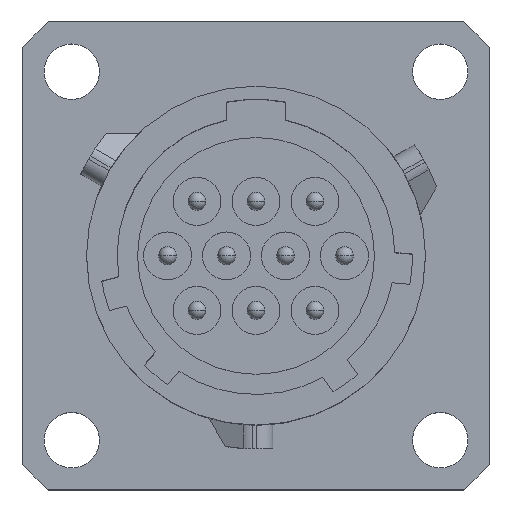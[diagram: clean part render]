
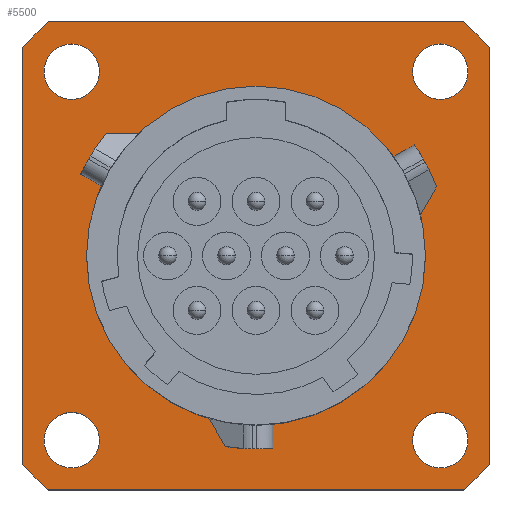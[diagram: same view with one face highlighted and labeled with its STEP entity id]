
A CAD part, top view. The second image highlights one B-rep face of the part: STEP entity #5500.
In plain terms, the highlighted planar face has unit normal (0, 0, 1).
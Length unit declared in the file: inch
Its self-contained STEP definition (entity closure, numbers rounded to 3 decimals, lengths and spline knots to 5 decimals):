
#89=CARTESIAN_POINT('',(0.,0.,0.));
#90=DIRECTION('',(0.,0.,-1.));
#91=DIRECTION('',(1.,0.,0.));
#92=AXIS2_PLACEMENT_3D('',#89,#90,#91);
#139=CARTESIAN_POINT('',(0.,0.,0.));
#140=DIRECTION('',(0.,0.,1.));
#141=DIRECTION('',(1.,0.,0.));
#142=AXIS2_PLACEMENT_3D('',#139,#140,#141);
#218=DIRECTION('',(1.,0.,0.));
#219=VECTOR('',#218,0.91455);
#220=CARTESIAN_POINT('',(-0.45727,0.51535,0.));
#221=LINE('',#220,#219);
#222=CARTESIAN_POINT('',(0.,0.,0.));
#223=DIRECTION('',(0.,0.,-1.));
#224=DIRECTION('',(0.664,0.748,0.));
#225=AXIS2_PLACEMENT_3D('',#222,#223,#224);
#227=DIRECTION('',(0.,-1.,0.));
#228=VECTOR('',#227,0.91455);
#229=CARTESIAN_POINT('',(0.51535,0.45727,0.));
#230=LINE('',#229,#228);
#231=CARTESIAN_POINT('',(0.,0.,0.));
#232=DIRECTION('',(0.,0.,-1.));
#233=DIRECTION('',(0.748,-0.664,0.));
#234=AXIS2_PLACEMENT_3D('',#231,#232,#233);
#236=DIRECTION('',(-1.,0.,0.));
#237=VECTOR('',#236,0.91455);
#238=CARTESIAN_POINT('',(0.45727,-0.51535,0.));
#239=LINE('',#238,#237);
#240=CARTESIAN_POINT('',(0.,0.,0.));
#241=DIRECTION('',(0.,0.,-1.));
#242=DIRECTION('',(-0.664,-0.748,0.));
#243=AXIS2_PLACEMENT_3D('',#240,#241,#242);
#245=DIRECTION('',(0.,1.,0.));
#246=VECTOR('',#245,0.91455);
#247=CARTESIAN_POINT('',(-0.51535,-0.45727,0.));
#248=LINE('',#247,#246);
#249=CARTESIAN_POINT('',(0.,0.,0.));
#250=DIRECTION('',(0.,0.,-1.));
#251=DIRECTION('',(-0.748,0.664,0.));
#252=AXIS2_PLACEMENT_3D('',#249,#250,#251);
#254=CARTESIAN_POINT('',(0.40591,0.40591,0.));
#255=DIRECTION('',(0.,0.,1.));
#256=DIRECTION('',(1.,0.,0.));
#257=AXIS2_PLACEMENT_3D('',#254,#255,#256);
#259=CARTESIAN_POINT('',(0.40591,0.40591,0.));
#260=DIRECTION('',(0.,0.,1.));
#261=DIRECTION('',(-1.,0.,0.));
#262=AXIS2_PLACEMENT_3D('',#259,#260,#261);
#264=CARTESIAN_POINT('',(0.40591,-0.40591,0.));
#265=DIRECTION('',(0.,0.,1.));
#266=DIRECTION('',(1.,0.,0.));
#267=AXIS2_PLACEMENT_3D('',#264,#265,#266);
#269=CARTESIAN_POINT('',(0.40591,-0.40591,0.));
#270=DIRECTION('',(0.,0.,1.));
#271=DIRECTION('',(-1.,0.,0.));
#272=AXIS2_PLACEMENT_3D('',#269,#270,#271);
#274=CARTESIAN_POINT('',(-0.40591,-0.40591,0.));
#275=DIRECTION('',(0.,0.,1.));
#276=DIRECTION('',(1.,0.,0.));
#277=AXIS2_PLACEMENT_3D('',#274,#275,#276);
#279=CARTESIAN_POINT('',(-0.40591,-0.40591,0.));
#280=DIRECTION('',(0.,0.,1.));
#281=DIRECTION('',(-1.,0.,0.));
#282=AXIS2_PLACEMENT_3D('',#279,#280,#281);
#284=CARTESIAN_POINT('',(-0.40591,0.40591,0.));
#285=DIRECTION('',(0.,0.,1.));
#286=DIRECTION('',(1.,0.,0.));
#287=AXIS2_PLACEMENT_3D('',#284,#285,#286);
#289=CARTESIAN_POINT('',(-0.40591,0.40591,0.));
#290=DIRECTION('',(0.,0.,1.));
#291=DIRECTION('',(-1.,0.,0.));
#292=AXIS2_PLACEMENT_3D('',#289,#290,#291);
#4571=CARTESIAN_POINT('',(0.37323,0.,0.));
#4573=VERTEX_POINT('',#4571);
#4583=CARTESIAN_POINT('',(-0.37323,0.,0.));
#4585=VERTEX_POINT('',#4583);
#4872=CARTESIAN_POINT('',(-0.45727,0.51535,0.));
#4873=CARTESIAN_POINT('',(0.45727,0.51535,0.));
#4874=VERTEX_POINT('',#4872);
#4875=VERTEX_POINT('',#4873);
#4876=CARTESIAN_POINT('',(0.51535,0.45727,0.));
#4877=CARTESIAN_POINT('',(0.51535,-0.45727,0.));
#4878=VERTEX_POINT('',#4876);
#4879=VERTEX_POINT('',#4877);
#4880=CARTESIAN_POINT('',(0.45727,-0.51535,0.));
#4881=CARTESIAN_POINT('',(-0.45727,-0.51535,0.));
#4882=VERTEX_POINT('',#4880);
#4883=VERTEX_POINT('',#4881);
#4884=CARTESIAN_POINT('',(-0.51535,-0.45727,0.));
#4885=CARTESIAN_POINT('',(-0.51535,0.45727,0.));
#4886=VERTEX_POINT('',#4884);
#4887=VERTEX_POINT('',#4885);
#4904=CARTESIAN_POINT('',(0.46693,0.40591,0.));
#4905=CARTESIAN_POINT('',(0.34488,0.40591,0.));
#4906=VERTEX_POINT('',#4904);
#4907=VERTEX_POINT('',#4905);
#4908=CARTESIAN_POINT('',(0.46693,-0.40591,0.));
#4909=CARTESIAN_POINT('',(0.34488,-0.40591,0.));
#4910=VERTEX_POINT('',#4908);
#4911=VERTEX_POINT('',#4909);
#4912=CARTESIAN_POINT('',(-0.34488,-0.40591,0.));
#4913=CARTESIAN_POINT('',(-0.46693,-0.40591,0.));
#4914=VERTEX_POINT('',#4912);
#4915=VERTEX_POINT('',#4913);
#4916=CARTESIAN_POINT('',(-0.34488,0.40591,0.));
#4917=CARTESIAN_POINT('',(-0.46693,0.40591,0.));
#4918=VERTEX_POINT('',#4916);
#4919=VERTEX_POINT('',#4917);
#5449=CARTESIAN_POINT('',(0.,0.,0.));
#5450=DIRECTION('',(0.,0.,-1.));
#5451=DIRECTION('',(-1.,0.,0.));
#5452=AXIS2_PLACEMENT_3D('',#5449,#5450,#5451);
#5453=PLANE('',#5452);
#5455=ORIENTED_EDGE('',*,*,#5454,.T.);
#5457=ORIENTED_EDGE('',*,*,#5456,.T.);
#5459=ORIENTED_EDGE('',*,*,#5458,.T.);
#5461=ORIENTED_EDGE('',*,*,#5460,.T.);
#5463=ORIENTED_EDGE('',*,*,#5462,.T.);
#5465=ORIENTED_EDGE('',*,*,#5464,.T.);
#5467=ORIENTED_EDGE('',*,*,#5466,.T.);
#5469=ORIENTED_EDGE('',*,*,#5468,.T.);
#5470=EDGE_LOOP('',(#5455,#5457,#5459,#5461,#5463,#5465,#5467,#5469));
#5471=FACE_OUTER_BOUND('',#5470,.F.);
#5472=ORIENTED_EDGE('',*,*,#5400,.T.);
#5473=ORIENTED_EDGE('',*,*,#5362,.F.);
#5474=EDGE_LOOP('',(#5472,#5473));
#5475=FACE_BOUND('',#5474,.F.);
#5477=ORIENTED_EDGE('',*,*,#5476,.T.);
#5479=ORIENTED_EDGE('',*,*,#5478,.T.);
#5480=EDGE_LOOP('',(#5477,#5479));
#5481=FACE_BOUND('',#5480,.F.);
#5483=ORIENTED_EDGE('',*,*,#5482,.T.);
#5485=ORIENTED_EDGE('',*,*,#5484,.T.);
#5486=EDGE_LOOP('',(#5483,#5485));
#5487=FACE_BOUND('',#5486,.F.);
#5489=ORIENTED_EDGE('',*,*,#5488,.T.);
#5491=ORIENTED_EDGE('',*,*,#5490,.T.);
#5492=EDGE_LOOP('',(#5489,#5491));
#5493=FACE_BOUND('',#5492,.F.);
#5495=ORIENTED_EDGE('',*,*,#5494,.T.);
#5497=ORIENTED_EDGE('',*,*,#5496,.T.);
#5498=EDGE_LOOP('',(#5495,#5497));
#5499=FACE_BOUND('',#5498,.F.);
#5500=ADVANCED_FACE('',(#5471,#5475,#5481,#5487,#5493,#5499),#5453,.F.);
#93=CIRCLE('',#92,0.37323);
#143=CIRCLE('',#142,0.37323);
#226=CIRCLE('',#225,0.68898);
#235=CIRCLE('',#234,0.68898);
#244=CIRCLE('',#243,0.68898);
#253=CIRCLE('',#252,0.68898);
#258=CIRCLE('',#257,0.06102);
#263=CIRCLE('',#262,0.06102);
#268=CIRCLE('',#267,0.06102);
#273=CIRCLE('',#272,0.06102);
#278=CIRCLE('',#277,0.06102);
#283=CIRCLE('',#282,0.06102);
#288=CIRCLE('',#287,0.06102);
#293=CIRCLE('',#292,0.06102);
#5362=EDGE_CURVE('',#4573,#4585,#93,.T.);
#5400=EDGE_CURVE('',#4573,#4585,#143,.T.);
#5454=EDGE_CURVE('',#4874,#4875,#221,.T.);
#5456=EDGE_CURVE('',#4875,#4878,#226,.T.);
#5458=EDGE_CURVE('',#4878,#4879,#230,.T.);
#5460=EDGE_CURVE('',#4879,#4882,#235,.T.);
#5462=EDGE_CURVE('',#4882,#4883,#239,.T.);
#5464=EDGE_CURVE('',#4883,#4886,#244,.T.);
#5466=EDGE_CURVE('',#4886,#4887,#248,.T.);
#5468=EDGE_CURVE('',#4887,#4874,#253,.T.);
#5476=EDGE_CURVE('',#4906,#4907,#258,.T.);
#5478=EDGE_CURVE('',#4907,#4906,#263,.T.);
#5482=EDGE_CURVE('',#4910,#4911,#268,.T.);
#5484=EDGE_CURVE('',#4911,#4910,#273,.T.);
#5488=EDGE_CURVE('',#4914,#4915,#278,.T.);
#5490=EDGE_CURVE('',#4915,#4914,#283,.T.);
#5494=EDGE_CURVE('',#4918,#4919,#288,.T.);
#5496=EDGE_CURVE('',#4919,#4918,#293,.T.);
